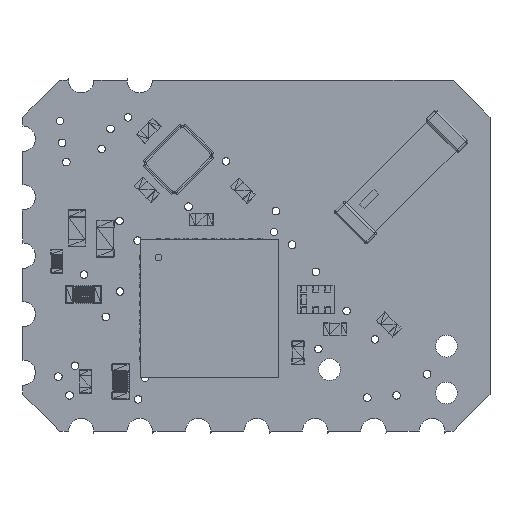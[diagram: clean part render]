
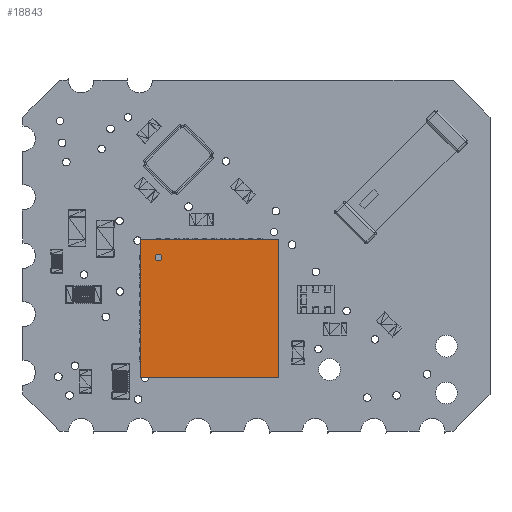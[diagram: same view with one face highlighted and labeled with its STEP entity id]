
A CAD part, top view. The second image highlights one B-rep face of the part: STEP entity #18843.
In plain terms, the highlighted face is planar.
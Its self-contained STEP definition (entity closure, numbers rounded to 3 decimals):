
#18806 = VERTEX_POINT('',#18807);
#18807 = CARTESIAN_POINT('',(-2.214,0.848,3.301));
#18825 = VERTEX_POINT('',#18826);
#18826 = CARTESIAN_POINT('',(-2.214,0.848,3.601));
#18832 = EDGE_CURVE('',#18806,#18825,#18833,.T.);
#18833 = CIRCLE('',#18834,0.15);
#18834 = AXIS2_PLACEMENT_3D('',#18835,#18836,#18837);
#18835 = CARTESIAN_POINT('',(-2.214,0.848,3.451));
#18836 = DIRECTION('',(0.,1.,0.));
#18837 = DIRECTION('',(0.,0.,-1.));
#18843 = ADVANCED_FACE('',(#18844,#18854),#18888,.F.);
#18844 = FACE_BOUND('',#18845,.T.);
#18845 = EDGE_LOOP('',(#18846,#18847));
#18846 = ORIENTED_EDGE('',*,*,#18832,.F.);
#18847 = ORIENTED_EDGE('',*,*,#18848,.F.);
#18848 = EDGE_CURVE('',#18825,#18806,#18849,.T.);
#18849 = CIRCLE('',#18850,0.15);
#18850 = AXIS2_PLACEMENT_3D('',#18851,#18852,#18853);
#18851 = CARTESIAN_POINT('',(-2.214,0.848,3.451));
#18852 = DIRECTION('',(0.,1.,0.));
#18853 = DIRECTION('',(0.,0.,-1.));
#18854 = FACE_BOUND('',#18855,.T.);
#18855 = EDGE_LOOP('',(#18856,#18866,#18874,#18882));
#18856 = ORIENTED_EDGE('',*,*,#18857,.F.);
#18857 = EDGE_CURVE('',#18858,#18860,#18862,.T.);
#18858 = VERTEX_POINT('',#18859);
#18859 = CARTESIAN_POINT('',(-3.014,0.848,-1.749));
#18860 = VERTEX_POINT('',#18861);
#18861 = CARTESIAN_POINT('',(2.986,0.848,-1.749));
#18862 = LINE('',#18863,#18864);
#18863 = CARTESIAN_POINT('',(-0.014,0.848,-1.749)
  );
#18864 = VECTOR('',#18865,1.);
#18865 = DIRECTION('',(1.,0.,0.));
#18866 = ORIENTED_EDGE('',*,*,#18867,.F.);
#18867 = EDGE_CURVE('',#18868,#18858,#18870,.T.);
#18868 = VERTEX_POINT('',#18869);
#18869 = CARTESIAN_POINT('',(-3.014,0.848,4.251));
#18870 = LINE('',#18871,#18872);
#18871 = CARTESIAN_POINT('',(-3.014,0.848,-0.249));
#18872 = VECTOR('',#18873,1.);
#18873 = DIRECTION('',(0.,0.,-1.));
#18874 = ORIENTED_EDGE('',*,*,#18875,.F.);
#18875 = EDGE_CURVE('',#18876,#18868,#18878,.T.);
#18876 = VERTEX_POINT('',#18877);
#18877 = CARTESIAN_POINT('',(2.986,0.848,4.251));
#18878 = LINE('',#18879,#18880);
#18879 = CARTESIAN_POINT('',(-0.014,0.848,4.251)
  );
#18880 = VECTOR('',#18881,1.);
#18881 = DIRECTION('',(-1.,0.,0.));
#18882 = ORIENTED_EDGE('',*,*,#18883,.F.);
#18883 = EDGE_CURVE('',#18860,#18876,#18884,.T.);
#18884 = LINE('',#18885,#18886);
#18885 = CARTESIAN_POINT('',(2.986,0.848,-0.249));
#18886 = VECTOR('',#18887,1.);
#18887 = DIRECTION('',(0.,0.,1.));
#18888 = PLANE('',#18889);
#18889 = AXIS2_PLACEMENT_3D('',#18890,#18891,#18892);
#18890 = CARTESIAN_POINT('',(-0.014,0.848,-0.249)
  );
#18891 = DIRECTION('',(0.,-1.,0.));
#18892 = DIRECTION('',(0.,0.,-1.));
